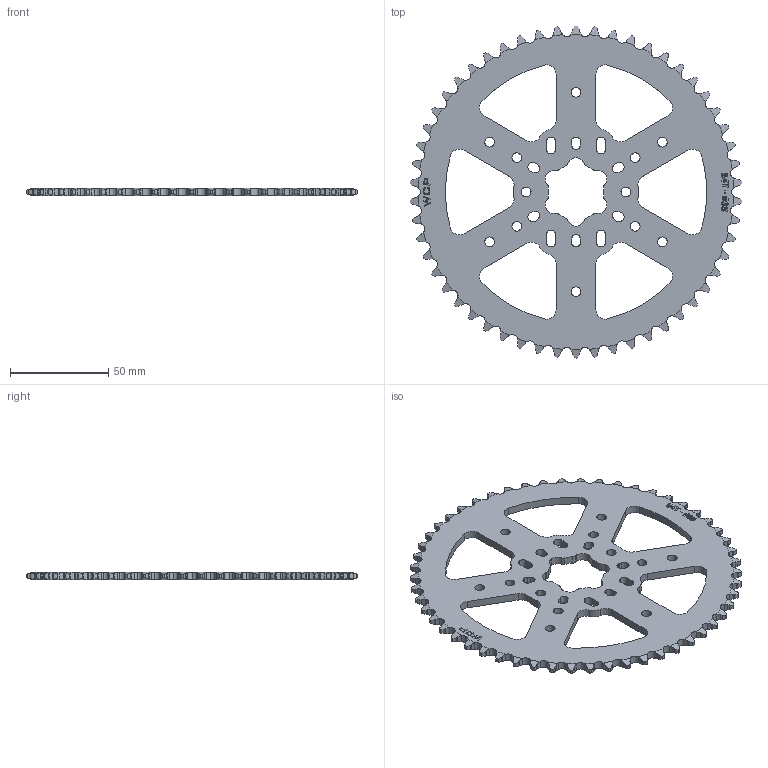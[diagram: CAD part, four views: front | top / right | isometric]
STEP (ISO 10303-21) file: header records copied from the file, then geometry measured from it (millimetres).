
FILE_DESCRIPTION (( 'STEP AP214' ), '1' );
FILE_NAME ('WCP-0986 Rev2.step', '2023-12-13T23:19:22', ( '' ), ( '' ), 'SwSTEP 2.0', 'SolidWorks 2022', '' );
FILE_SCHEMA (( 'AUTOMOTIVE_DESIGN' ));
Length unit declared in the file: inch
Products named in the file (1): WCP-0986 Rev2
Bounding box: 169.03 x 169.25 x 4 mm (x, y, z)
Volume: 52742.8 mm3; surface area: 34389.2 mm2
Topology: 1 solids, 1 shells, 892 faces, 2631 edges, 1754 vertices
Faces by surface type: cylinder 478, plane 269, cone 108, bspline 37
Entity records: 33061 total; most frequent: CARTESIAN_POINT 9867, ORIENTED_EDGE 5262, DIRECTION 4421, EDGE_CURVE 2631, VERTEX_POINT 1754, AXIS2_PLACEMENT_3D 1680, LINE 1061, VECTOR 1061
